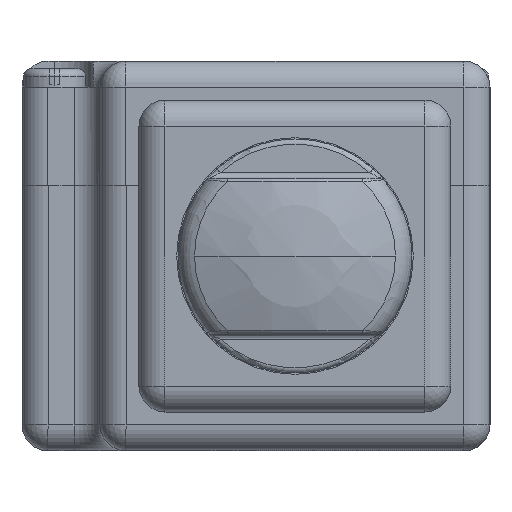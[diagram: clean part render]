
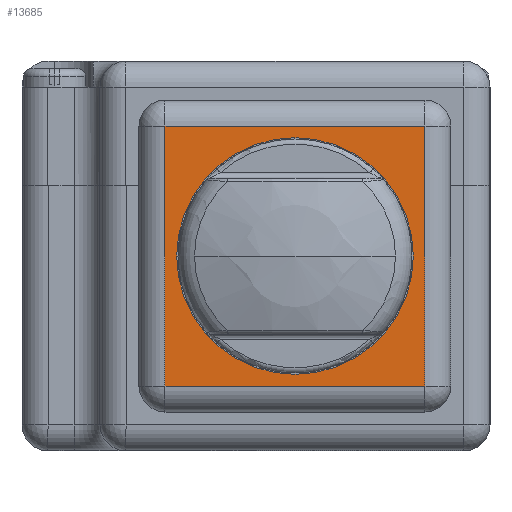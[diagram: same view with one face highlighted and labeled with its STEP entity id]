
A CAD part, left-side view. The second image highlights one B-rep face of the part: STEP entity #13685.
In plain terms, the highlighted face is planar.
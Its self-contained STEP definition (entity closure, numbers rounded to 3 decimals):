
#13108=DIRECTION('',(0.,0.,1.));
#13109=VECTOR('',#13108,10.);
#13110=CARTESIAN_POINT('',(-5.,2.,-5.));
#13111=LINE('',#13110,#13109);
#13115=DIRECTION('',(-1.,0.,0.));
#13116=VECTOR('',#13115,10.);
#13117=CARTESIAN_POINT('',(5.,2.,-5.));
#13118=LINE('',#13117,#13116);
#13122=DIRECTION('',(0.,0.,-1.));
#13123=VECTOR('',#13122,10.);
#13124=CARTESIAN_POINT('',(5.,2.,5.));
#13125=LINE('',#13124,#13123);
#13129=DIRECTION('',(1.,0.,0.));
#13130=VECTOR('',#13129,10.);
#13131=CARTESIAN_POINT('',(-5.,2.,5.));
#13132=LINE('',#13131,#13130);
#13136=CARTESIAN_POINT('',(0.,2.,0.));
#13137=DIRECTION('',(0.,-1.,0.));
#13138=DIRECTION('',(0.,0.,1.));
#13139=AXIS2_PLACEMENT_3D('',#13136,#13137,#13138);
#13144=CARTESIAN_POINT('',(0.,2.,0.));
#13145=DIRECTION('',(0.,-1.,0.));
#13146=DIRECTION('',(0.,0.,-1.));
#13147=AXIS2_PLACEMENT_3D('',#13144,#13145,#13146);
#13520=CARTESIAN_POINT('',(-5.,2.,-5.));
#13521=CARTESIAN_POINT('',(-5.,2.,5.));
#13522=VERTEX_POINT('',#13520);
#13523=VERTEX_POINT('',#13521);
#13528=CARTESIAN_POINT('',(5.,2.,5.));
#13529=VERTEX_POINT('',#13528);
#13534=CARTESIAN_POINT('',(5.,2.,-5.));
#13535=VERTEX_POINT('',#13534);
#13540=CARTESIAN_POINT('',(0.,2.,4.55));
#13541=CARTESIAN_POINT('',(0.,2.,-4.55));
#13542=VERTEX_POINT('',#13540);
#13543=VERTEX_POINT('',#13541);
#13665=CARTESIAN_POINT('',(0.,2.,0.));
#13666=DIRECTION('',(0.,1.,0.));
#13667=DIRECTION('',(1.,0.,0.));
#13668=AXIS2_PLACEMENT_3D('',#13665,#13666,#13667);
#13669=PLANE('',#13668);
#13671=ORIENTED_EDGE('',*,*,#13670,.F.);
#13672=ORIENTED_EDGE('',*,*,#13655,.F.);
#13674=ORIENTED_EDGE('',*,*,#13673,.F.);
#13676=ORIENTED_EDGE('',*,*,#13675,.F.);
#13677=EDGE_LOOP('',(#13671,#13672,#13674,#13676));
#13678=FACE_OUTER_BOUND('',#13677,.F.);
#13680=ORIENTED_EDGE('',*,*,#13679,.F.);
#13682=ORIENTED_EDGE('',*,*,#13681,.F.);
#13683=EDGE_LOOP('',(#13680,#13682));
#13684=FACE_BOUND('',#13683,.F.);
#13685=ADVANCED_FACE('',(#13678,#13684),#13669,.T.);
#13140=CIRCLE('',#13139,4.55);
#13148=CIRCLE('',#13147,4.55);
#13655=EDGE_CURVE('',#13535,#13522,#13118,.T.);
#13670=EDGE_CURVE('',#13522,#13523,#13111,.T.);
#13673=EDGE_CURVE('',#13529,#13535,#13125,.T.);
#13675=EDGE_CURVE('',#13523,#13529,#13132,.T.);
#13679=EDGE_CURVE('',#13542,#13543,#13140,.T.);
#13681=EDGE_CURVE('',#13543,#13542,#13148,.T.);
